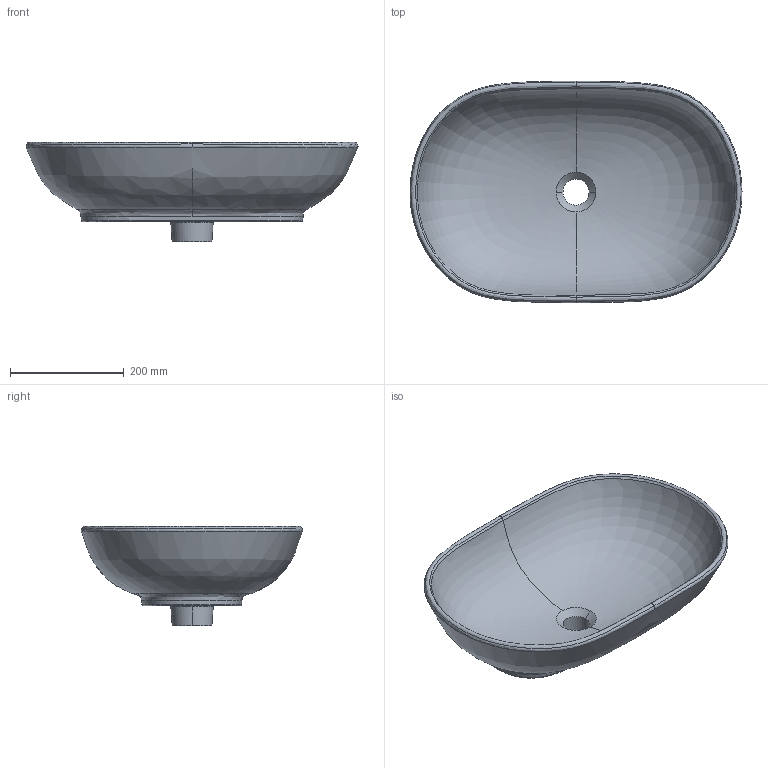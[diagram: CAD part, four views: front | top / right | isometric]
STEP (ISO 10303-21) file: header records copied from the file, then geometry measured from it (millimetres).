
FILE_DESCRIPTION(/* description */ (''),/* implementation_level */ '2;1');
FILE_NAME(/* name */ 'A028',/* time_stamp */ '2022-12-07T15:25:07+08:00',/* author */ (''),/* organization */ (''),/* preprocessor_version */ 'ST-DEVELOPER v15',/* originating_system */ '',/* authorisation */ '');
FILE_SCHEMA (('AUTOMOTIVE_DESIGN'));
Length unit declared in the file: millimetre
Products named in the file (1): Document
Bounding box: 584.96 x 389.96 x 174.97 mm (x, y, z)
Volume: 3764568.1 mm3; surface area: 596911.6 mm2
Topology: 1 solids, 1 shells, 58 faces, 135 edges, 82 vertices
Faces by surface type: bspline 53, plane 5
Entity records: 27097 total; most frequent: CARTESIAN_POINT 26313, ORIENTED_EDGE 270, EDGE_CURVE 135, VERTEX_POINT 82, EDGE_LOOP 63, ADVANCED_FACE 58, FACE_OUTER_BOUND 58, B_SPLINE_CURVE_WITH_KNOTS 53
